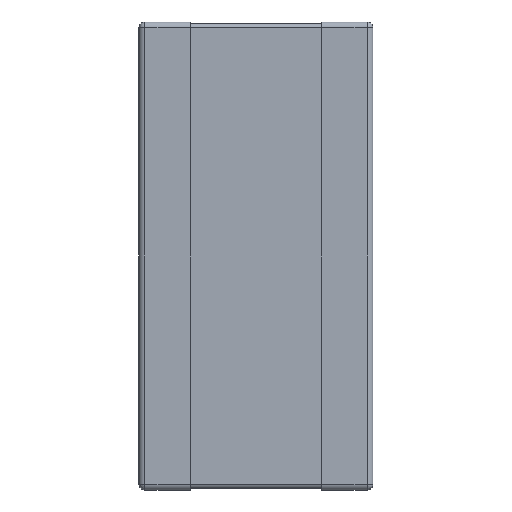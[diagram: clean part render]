
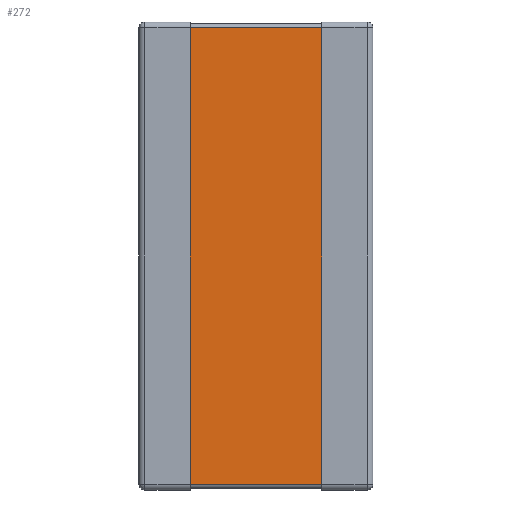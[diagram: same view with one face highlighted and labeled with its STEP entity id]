
A CAD part, front view. The second image highlights one B-rep face of the part: STEP entity #272.
In plain terms, the highlighted planar face has unit normal (0, -1, 0).
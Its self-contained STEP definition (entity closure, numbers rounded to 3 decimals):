
#35 = LINE ( 'NONE', #148, #530 ) ;
#93 = ORIENTED_EDGE ( 'NONE', *, *, #1097, .F. ) ;
#133 = VECTOR ( 'NONE', #560, 1000. ) ;
#148 = CARTESIAN_POINT ( 'NONE',  ( 500000., 0.021, -2.477 ) ) ;
#179 = EDGE_CURVE ( 'NONE', #493, #975, #1147, .T. ) ;
#225 = ORIENTED_EDGE ( 'NONE', *, *, #494, .T. ) ;
#272 = ADVANCED_FACE ( 'NONE', ( #366 ), #946, .F. ) ;
#282 = CARTESIAN_POINT ( 'NONE',  ( 500000., 0.021, 2.476 ) ) ;
#325 = DIRECTION ( 'NONE',  ( 0., 1., 0. ) ) ;
#350 = CARTESIAN_POINT ( 'NONE',  ( 0.712, 0.021, 2.476 ) ) ;
#366 = FACE_OUTER_BOUND ( 'NONE', #748, .T. ) ;
#431 = ORIENTED_EDGE ( 'NONE', *, *, #785, .F. ) ;
#493 = VERTEX_POINT ( 'NONE', #878 ) ;
#494 = EDGE_CURVE ( 'NONE', #731, #493, #534, .T. ) ;
#530 = VECTOR ( 'NONE', #1128, 1000. ) ;
#534 = LINE ( 'NONE', #282, #133 ) ;
#560 = DIRECTION ( 'NONE',  ( -1., 0., 0. ) ) ;
#578 = DIRECTION ( 'NONE',  ( 0., 0., -1. ) ) ;
#581 = VECTOR ( 'NONE', #578, 1000. ) ;
#590 = AXIS2_PLACEMENT_3D ( 'NONE', #1040, #325, #937 ) ;
#643 = LINE ( 'NONE', #350, #581 ) ;
#644 = CARTESIAN_POINT ( 'NONE',  ( 0.712, 0.021, 2.476 ) ) ;
#731 = VERTEX_POINT ( 'NONE', #644 ) ;
#735 = DIRECTION ( 'NONE',  ( 0., 0., -1. ) ) ;
#748 = EDGE_LOOP ( 'NONE', ( #431, #225, #1196, #93 ) ) ;
#785 = EDGE_CURVE ( 'NONE', #731, #1005, #643, .T. ) ;
#817 = CARTESIAN_POINT ( 'NONE',  ( -0.712, 0.021, -2.477 ) ) ;
#878 = CARTESIAN_POINT ( 'NONE',  ( -0.712, 0.021, 2.476 ) ) ;
#932 = CARTESIAN_POINT ( 'NONE',  ( 0.712, 0.021, -2.477 ) ) ;
#937 = DIRECTION ( 'NONE',  ( 0., 0., 1. ) ) ;
#946 = PLANE ( 'NONE',  #590 ) ;
#975 = VERTEX_POINT ( 'NONE', #817 ) ;
#1005 = VERTEX_POINT ( 'NONE', #932 ) ;
#1026 = CARTESIAN_POINT ( 'NONE',  ( -0.712, 0.021, 2.476 ) ) ;
#1040 = CARTESIAN_POINT ( 'NONE',  ( 500000., 0.021, 2.476 ) ) ;
#1041 = VECTOR ( 'NONE', #735, 1000. ) ;
#1097 = EDGE_CURVE ( 'NONE', #1005, #975, #35, .T. ) ;
#1128 = DIRECTION ( 'NONE',  ( -1., 0., 0. ) ) ;
#1147 = LINE ( 'NONE', #1026, #1041 ) ;
#1196 = ORIENTED_EDGE ( 'NONE', *, *, #179, .T. ) ;
